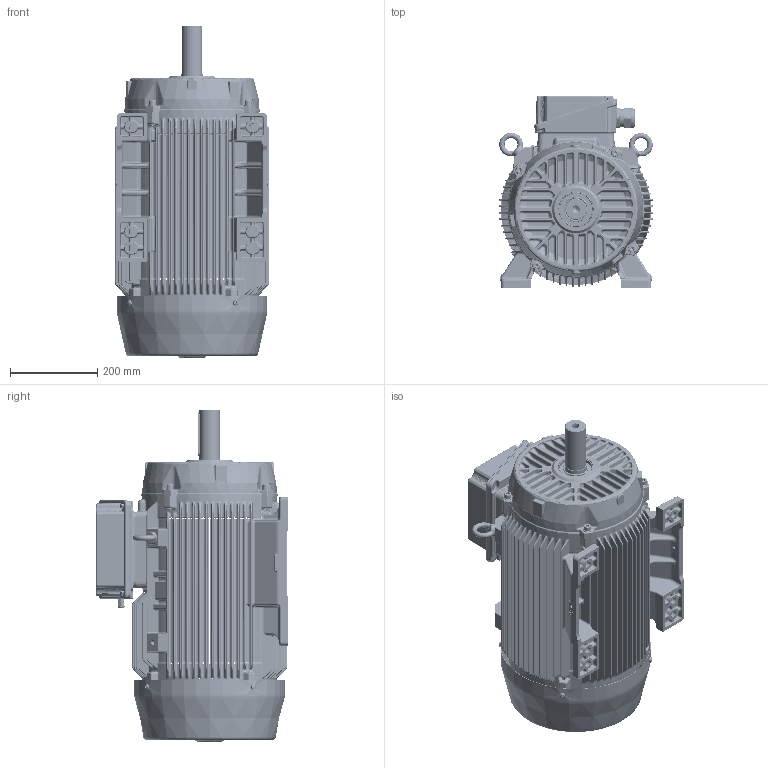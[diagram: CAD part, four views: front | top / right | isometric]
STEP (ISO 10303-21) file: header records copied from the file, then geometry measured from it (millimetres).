
FILE_DESCRIPTION(/* description */ (''),/* implementation_level */ '2;1');
FILE_NAME(/* name */ '6521522xx.stp',/* time_stamp */ '2020-12-10T09:12:56+03:00',/* author */ (''),/* organization */ (''),/* preprocessor_version */ 'ST-DEVELOPER v16',/* originating_system */ 'SIEMENS PLM Software NX 11.0',/* authorisation */ '');
FILE_SCHEMA (('AUTOMOTIVE_DESIGN { 1 0 10303 214 3 1 1 1 }'));
Length unit declared in the file: millimetre
Products named in the file (1): C901598425C53z9j
Bounding box: 355.28 x 440.73 x 762.5 mm (x, y, z)
Surface area: 2288002.7 mm2 (no closed solid volume)
Topology: 0 solids, 122 shells, 7391 faces, 23977 edges, 16107 vertices
Faces by surface type: bspline 2528, plane 2132, cylinder 1547, torus 527, cone 446, sphere 211
Full cylindrical faces by diameter (mm): 2.5 x2, 6.8 x2, 8 x1, 9 x8, 10.9 x2, 12 x7, 13.2 x1, 14 x1, 15 x1, 16 x8, 17 x1, 20 x4, 30 x2, 42.2 x2, 46 x2, 47.4 x1, 48 x1, 50 x1, 75.8 x1, 76 x1, 240 x1, 310 x1, 343.6 x1, 346 x1
Entity records: 314795 total; most frequent: CARTESIAN_POINT 126126, ORIENTED_EDGE 37444, DIRECTION 35819, EDGE_CURVE 23564, VERTEX_POINT 16072, AXIS2_PLACEMENT_3D 13396, LINE 9027, VECTOR 9027
